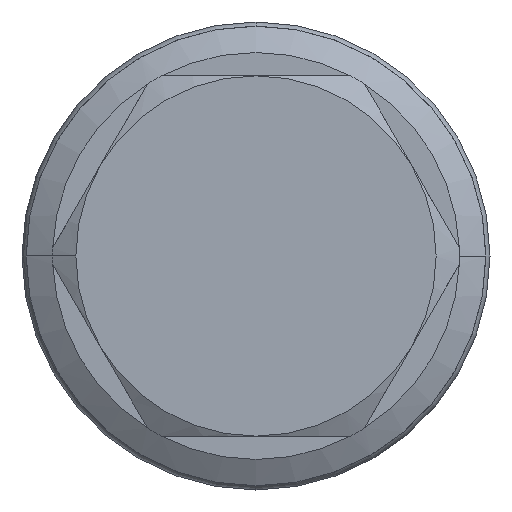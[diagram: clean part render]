
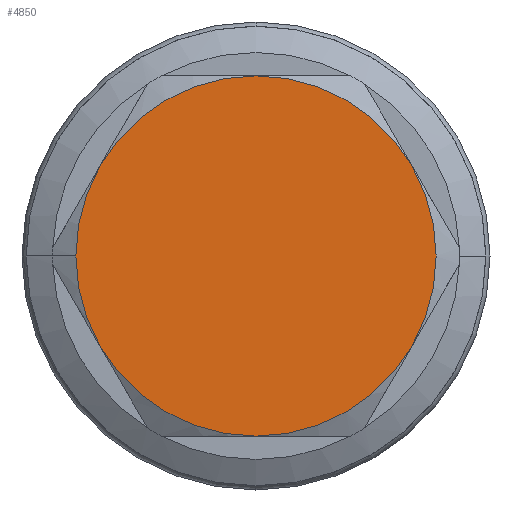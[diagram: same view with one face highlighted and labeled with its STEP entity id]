
A CAD part, left-side view. The second image highlights one B-rep face of the part: STEP entity #4850.
In plain terms, the highlighted planar face has unit normal (-1, 0, 0).
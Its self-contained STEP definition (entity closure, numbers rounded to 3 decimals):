
#154 = PLANE ( 'NONE',  #11002 ) ;
#157 = CARTESIAN_POINT ( 'NONE',  ( 0.05, 0., 0. ) ) ;
#161 = DIRECTION ( 'NONE',  ( 0., -1., 0. ) ) ;
#162 = DIRECTION ( 'NONE',  ( -1., 0., 0. ) ) ;
#236 = CARTESIAN_POINT ( 'NONE',  ( 0.05, 15.85, 0. ) ) ;
#449 = VERTEX_POINT ( 'NONE', #6237 ) ;
#520 = VERTEX_POINT ( 'NONE', #236 ) ;
#1143 = FACE_OUTER_BOUND ( 'NONE', #2349, .T. ) ;
#1498 = CARTESIAN_POINT ( 'NONE',  ( 0.05, 0., 0. ) ) ;
#1500 = DIRECTION ( 'NONE',  ( 1., 0., 0. ) ) ;
#1501 = DIRECTION ( 'NONE',  ( 0., 1., 0. ) ) ;
#1529 = DIRECTION ( 'NONE',  ( 1., 0., 0. ) ) ;
#1532 = CARTESIAN_POINT ( 'NONE',  ( 0.05, 0., 0. ) ) ;
#1540 = DIRECTION ( 'NONE',  ( 0., 1., 0. ) ) ;
#1791 = CARTESIAN_POINT ( 'NONE',  ( 0.05, 13.727, -7.925 ) ) ;
#1813 = CARTESIAN_POINT ( 'NONE',  ( 0.05, -13.727, 7.925 ) ) ;
#1842 = CARTESIAN_POINT ( 'NONE',  ( 0.05, 13.727, 7.925 ) ) ;
#1876 = CARTESIAN_POINT ( 'NONE',  ( 0.05, 0., -15.85 ) ) ;
#1957 = CARTESIAN_POINT ( 'NONE',  ( 0.05, 0., 15.85 ) ) ;
#2314 = ORIENTED_EDGE ( 'NONE', *, *, #11666, .F. ) ;
#2328 = ORIENTED_EDGE ( 'NONE', *, *, #11567, .F. ) ;
#2349 = EDGE_LOOP ( 'NONE', ( #2775, #2328, #2314, #3184, #2593, #2636, #2631 ) ) ;
#2593 = ORIENTED_EDGE ( 'NONE', *, *, #11718, .F. ) ;
#2631 = ORIENTED_EDGE ( 'NONE', *, *, #11463, .F. ) ;
#2636 = ORIENTED_EDGE ( 'NONE', *, *, #10990, .F. ) ;
#2775 = ORIENTED_EDGE ( 'NONE', *, *, #11653, .F. ) ;
#3184 = ORIENTED_EDGE ( 'NONE', *, *, #11085, .F. ) ;
#3217 = CARTESIAN_POINT ( 'NONE',  ( 0.05, 0., 0. ) ) ;
#3218 = DIRECTION ( 'NONE',  ( 1., 0., 0. ) ) ;
#3219 = DIRECTION ( 'NONE',  ( 0., 1., 0. ) ) ;
#3922 = CARTESIAN_POINT ( 'NONE',  ( 0.05, 0., 0. ) ) ;
#3923 = DIRECTION ( 'NONE',  ( 1., 0., 0. ) ) ;
#3924 = DIRECTION ( 'NONE',  ( 0., 1., 0. ) ) ;
#4013 = CARTESIAN_POINT ( 'NONE',  ( 0.05, 0., 0. ) ) ;
#4014 = DIRECTION ( 'NONE',  ( 1., 0., 0. ) ) ;
#4015 = DIRECTION ( 'NONE',  ( 0., 1., 0. ) ) ;
#4317 = CARTESIAN_POINT ( 'NONE',  ( 0.05, 0., 0. ) ) ;
#4318 = DIRECTION ( 'NONE',  ( 1., 0., 0. ) ) ;
#4319 = DIRECTION ( 'NONE',  ( 0., 1., 0. ) ) ;
#4850 = ADVANCED_FACE ( 'NONE', ( #1143 ), #154, .T. ) ;
#6044 = DIRECTION ( 'NONE',  ( 0., 1., 0. ) ) ;
#6100 = CARTESIAN_POINT ( 'NONE',  ( 0.05, 0., 0. ) ) ;
#6101 = DIRECTION ( 'NONE',  ( 1., 0., 0. ) ) ;
#6237 = CARTESIAN_POINT ( 'NONE',  ( 0.05, -13.727, -7.925 ) ) ;
#6560 = AXIS2_PLACEMENT_3D ( 'NONE', #1498, #1500, #1501 ) ;
#6642 = AXIS2_PLACEMENT_3D ( 'NONE', #4317, #4318, #4319 ) ;
#6645 = AXIS2_PLACEMENT_3D ( 'NONE', #3217, #3218, #3219 ) ;
#6680 = AXIS2_PLACEMENT_3D ( 'NONE', #1532, #1529, #1540 ) ;
#6702 = AXIS2_PLACEMENT_3D ( 'NONE', #4013, #4014, #4015 ) ;
#6728 = AXIS2_PLACEMENT_3D ( 'NONE', #3922, #3923, #3924 ) ;
#6767 = AXIS2_PLACEMENT_3D ( 'NONE', #6100, #6101, #6044 ) ;
#7945 = CIRCLE ( 'NONE', #6728, 15.85 ) ;
#7955 = CIRCLE ( 'NONE', #6702, 15.85 ) ;
#8072 = CIRCLE ( 'NONE', #6645, 15.85 ) ;
#8141 = CIRCLE ( 'NONE', #6642, 15.85 ) ;
#8401 = VERTEX_POINT ( 'NONE', #1791 ) ;
#8421 = VERTEX_POINT ( 'NONE', #1813 ) ;
#8448 = VERTEX_POINT ( 'NONE', #1842 ) ;
#8471 = VERTEX_POINT ( 'NONE', #1876 ) ;
#8522 = VERTEX_POINT ( 'NONE', #1957 ) ;
#8780 = CIRCLE ( 'NONE', #6680, 15.85 ) ;
#8978 = CIRCLE ( 'NONE', #6767, 15.85 ) ;
#9443 = CIRCLE ( 'NONE', #6560, 15.85 ) ;
#10990 = EDGE_CURVE ( 'NONE', #8421, #449, #9443, .T. ) ;
#11002 = AXIS2_PLACEMENT_3D ( 'NONE', #157, #162, #161 ) ;
#11085 = EDGE_CURVE ( 'NONE', #8471, #8401, #8780, .T. ) ;
#11463 = EDGE_CURVE ( 'NONE', #8522, #8421, #8978, .T. ) ;
#11567 = EDGE_CURVE ( 'NONE', #520, #8448, #8072, .T. ) ;
#11653 = EDGE_CURVE ( 'NONE', #8448, #8522, #7945, .T. ) ;
#11666 = EDGE_CURVE ( 'NONE', #8401, #520, #7955, .T. ) ;
#11718 = EDGE_CURVE ( 'NONE', #449, #8471, #8141, .T. ) ;
